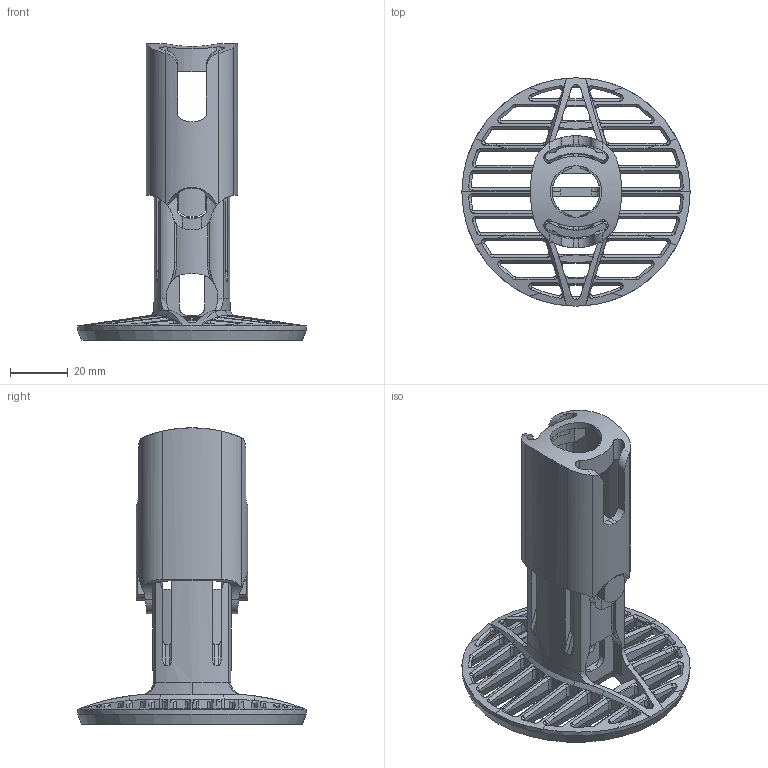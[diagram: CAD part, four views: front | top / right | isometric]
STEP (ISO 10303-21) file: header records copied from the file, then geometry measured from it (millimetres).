
FILE_DESCRIPTION(/* description */ (''),/* implementation_level */ '2;1');
FILE_NAME(/* name */ 'dec 23 v21.step',/* time_stamp */ '2023-12-18T21:03:59-05:00',/* author */ (''),/* organization */ (''),/* preprocessor_version */ 'ST-DEVELOPER v20',/* originating_system */ 'Autodesk Translation Framework v12.14.0.127',/* authorisation */ '');
FILE_SCHEMA (('AUTOMOTIVE_DESIGN { 1 0 10303 214 3 1 1 }'));
Length unit declared in the file: inch
Products named in the file (3): dec 23; grate; handle
Assembly tree (2 placements, depth 2):
  dec 23
    grate
    handle
Bounding box: 78.74 x 78.74 x 102.24 mm (x, y, z)
Volume: 41181.6 mm3; surface area: 37439.4 mm2
Topology: 2 solids, 2 shells, 1044 faces, 3075 edges, 1990 vertices
Faces by surface type: bspline 438, cylinder 305, plane 256, cone 41, torus 4
Full cylindrical faces by diameter (mm): 17.78 x1, 78.74 x1
Entity records: 50019 total; most frequent: CARTESIAN_POINT 26236, ORIENTED_EDGE 6150, DIRECTION 3119, EDGE_CURVE 3075, VERTEX_POINT 1990, B_SPLINE_CURVE_WITH_KNOTS 1624, EDGE_LOOP 1073, AXIS2_PLACEMENT_3D 1061
